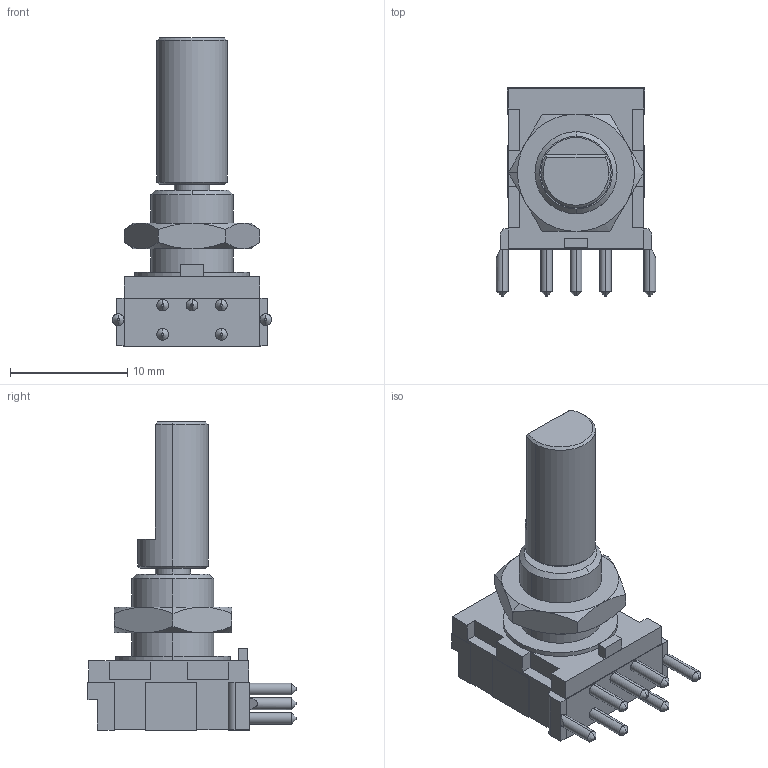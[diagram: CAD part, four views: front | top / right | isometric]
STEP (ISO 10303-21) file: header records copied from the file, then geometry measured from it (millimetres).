
FILE_DESCRIPTION (( 'STEP AP214' ), '1' );
FILE_NAME ('User Library-rotary encoder EC11-2B-F-L20.STEP', '2022-04-03T05:14:38', ( '' ), ( '' ), 'SwSTEP 2.0', 'SolidWorks 2021', '' );
FILE_SCHEMA (( 'AUTOMOTIVE_DESIGN' ));
Length unit declared in the file: millimetre
Products named in the file (1): User Library-rotary encoder EC11-2B-F-L20
Bounding box: 13.6 x 17.75 x 26.3 mm (x, y, z)
Volume: 1624.2 mm3; surface area: 1274 mm2
Topology: 1 solids, 1 shells, 146 faces, 360 edges, 228 vertices
Faces by surface type: plane 85, cone 35, cylinder 26
Entity records: 5959 total; most frequent: CARTESIAN_POINT 843, ORIENTED_EDGE 720, DIRECTION 719, EDGE_CURVE 360, AXIS2_PLACEMENT_3D 240, LINE 239, VECTOR 239, VERTEX_POINT 228
